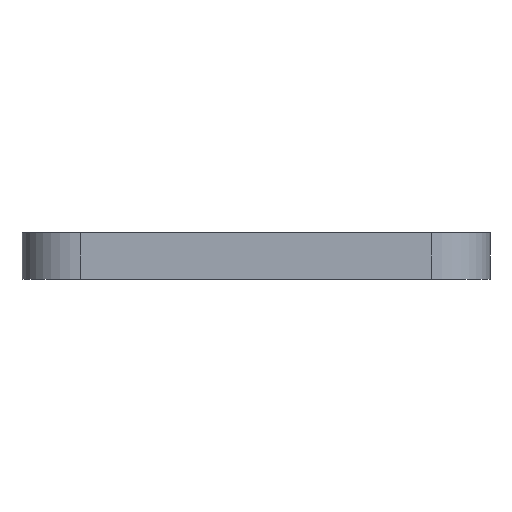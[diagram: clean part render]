
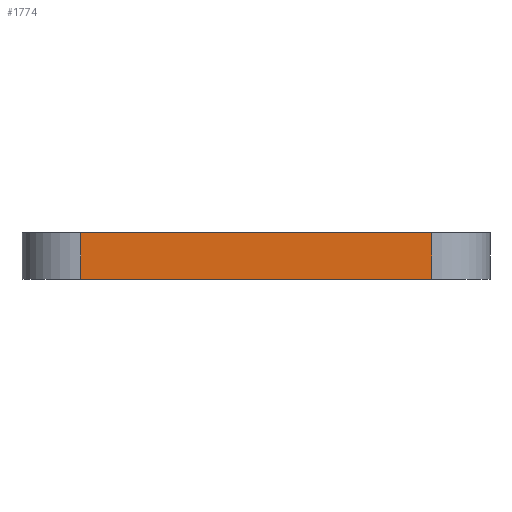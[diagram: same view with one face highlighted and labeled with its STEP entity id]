
A CAD part, left-side view. The second image highlights one B-rep face of the part: STEP entity #1774.
In plain terms, the highlighted planar face has unit normal (-1, 0, 0).
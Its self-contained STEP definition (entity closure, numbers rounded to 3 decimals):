
#62 = VERTEX_POINT ( 'NONE', #453 ) ;
#151 = CARTESIAN_POINT ( 'NONE',  ( -75., -40., 0. ) ) ;
#179 = LINE ( 'NONE', #151, #389 ) ;
#330 = CARTESIAN_POINT ( 'NONE',  ( -75., -40., 8. ) ) ;
#389 = VECTOR ( 'NONE', #422, 1000. ) ;
#413 = EDGE_CURVE ( 'NONE', #728, #1772, #479, .T. ) ;
#422 = DIRECTION ( 'NONE',  ( 0., -1., 0. ) ) ;
#453 = CARTESIAN_POINT ( 'NONE',  ( -75., 30., 0. ) ) ;
#460 = EDGE_LOOP ( 'NONE', ( #722, #983, #1764, #1654 ) ) ;
#479 = LINE ( 'NONE', #1079, #589 ) ;
#589 = VECTOR ( 'NONE', #1493, 1000. ) ;
#613 = LINE ( 'NONE', #936, #1086 ) ;
#657 = DIRECTION ( 'NONE',  ( 0., 0., -1. ) ) ;
#694 = CARTESIAN_POINT ( 'NONE',  ( -75., -30., 8. ) ) ;
#722 = ORIENTED_EDGE ( 'NONE', *, *, #413, .F. ) ;
#728 = VERTEX_POINT ( 'NONE', #748 ) ;
#746 = VERTEX_POINT ( 'NONE', #1264 ) ;
#748 = CARTESIAN_POINT ( 'NONE',  ( -75., 30., 8. ) ) ;
#857 = EDGE_CURVE ( 'NONE', #728, #62, #1182, .T. ) ;
#914 = EDGE_CURVE ( 'NONE', #746, #1772, #613, .T. ) ;
#915 = DIRECTION ( 'NONE',  ( 0., 0., 1. ) ) ;
#931 = EDGE_CURVE ( 'NONE', #62, #746, #179, .T. ) ;
#936 = CARTESIAN_POINT ( 'NONE',  ( -75., -30., 8. ) ) ;
#983 = ORIENTED_EDGE ( 'NONE', *, *, #857, .T. ) ;
#992 = DIRECTION ( 'NONE',  ( 0., 0., -1. ) ) ;
#1079 = CARTESIAN_POINT ( 'NONE',  ( -75., -40., 8. ) ) ;
#1086 = VECTOR ( 'NONE', #915, 1000. ) ;
#1177 = AXIS2_PLACEMENT_3D ( 'NONE', #330, #1676, #992 ) ;
#1182 = LINE ( 'NONE', #1423, #1739 ) ;
#1264 = CARTESIAN_POINT ( 'NONE',  ( -75., -30., 0. ) ) ;
#1423 = CARTESIAN_POINT ( 'NONE',  ( -75., 30., 8. ) ) ;
#1493 = DIRECTION ( 'NONE',  ( 0., -1., 0. ) ) ;
#1501 = PLANE ( 'NONE',  #1177 ) ;
#1523 = FACE_OUTER_BOUND ( 'NONE', #460, .T. ) ;
#1654 = ORIENTED_EDGE ( 'NONE', *, *, #914, .T. ) ;
#1676 = DIRECTION ( 'NONE',  ( 1., 0., 0. ) ) ;
#1739 = VECTOR ( 'NONE', #657, 1000. ) ;
#1764 = ORIENTED_EDGE ( 'NONE', *, *, #931, .T. ) ;
#1772 = VERTEX_POINT ( 'NONE', #694 ) ;
#1774 = ADVANCED_FACE ( 'NONE', ( #1523 ), #1501, .F. ) ;
